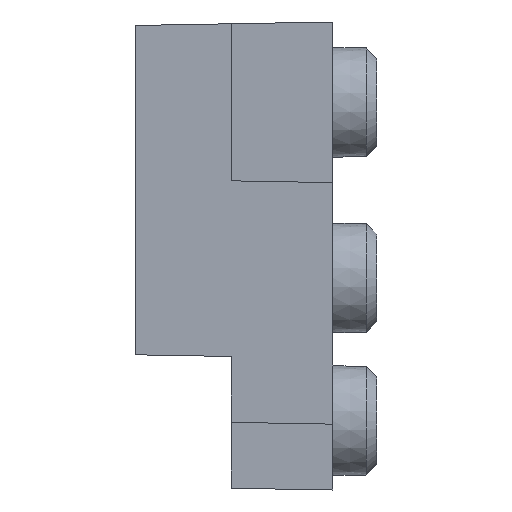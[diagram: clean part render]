
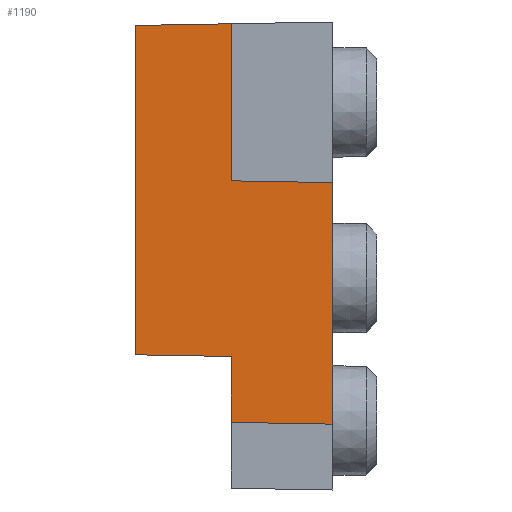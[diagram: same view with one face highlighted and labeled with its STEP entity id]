
A CAD part, left-side view. The second image highlights one B-rep face of the part: STEP entity #1190.
In plain terms, the highlighted planar face has unit normal (-1, 0.018, 0).
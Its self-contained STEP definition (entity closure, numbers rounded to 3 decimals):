
#10 = LINE ( 'NONE', #394, #1007 ) ;
#35 = ORIENTED_EDGE ( 'NONE', *, *, #927, .F. ) ;
#42 = VECTOR ( 'NONE', #766, 1000. ) ;
#54 = CARTESIAN_POINT ( 'NONE',  ( -11.038, 2.31, -10.388 ) ) ;
#71 = EDGE_CURVE ( 'NONE', #1590, #732, #1066, .T. ) ;
#72 = LINE ( 'NONE', #97, #1293 ) ;
#77 = DIRECTION ( 'NONE',  ( -0.017, -1., 0. ) ) ;
#97 = CARTESIAN_POINT ( 'NONE',  ( -10.997, 4.692, -15.847 ) ) ;
#111 = EDGE_CURVE ( 'NONE', #533, #292, #72, .T. ) ;
#123 = VECTOR ( 'NONE', #1103, 1000. ) ;
#146 = ORIENTED_EDGE ( 'NONE', *, *, #1450, .F. ) ;
#165 = ORIENTED_EDGE ( 'NONE', *, *, #1441, .T. ) ;
#181 = CARTESIAN_POINT ( 'NONE',  ( -11.079, 0., -10.429 ) ) ;
#189 = LINE ( 'NONE', #691, #1600 ) ;
#216 = CARTESIAN_POINT ( 'NONE',  ( -11.038, 2.31, -6.812 ) ) ;
#288 = LINE ( 'NONE', #1399, #1373 ) ;
#292 = VERTEX_POINT ( 'NONE', #1033 ) ;
#357 = CARTESIAN_POINT ( 'NONE',  ( -11.038, 2.31, -22.85 ) ) ;
#358 = VECTOR ( 'NONE', #1439, 1000. ) ;
#383 = DIRECTION ( 'NONE',  ( 0., 0., 1. ) ) ;
#394 = CARTESIAN_POINT ( 'NONE',  ( -11.038, 2.31, 0. ) ) ;
#415 = VERTEX_POINT ( 'NONE', #181 ) ;
#442 = CARTESIAN_POINT ( 'NONE',  ( -10.997, 4.692, -14.347 ) ) ;
#460 = EDGE_CURVE ( 'NONE', #533, #732, #729, .T. ) ;
#533 = VERTEX_POINT ( 'NONE', #1484 ) ;
#562 = DIRECTION ( 'NONE',  ( -1., 0.017, 0. ) ) ;
#564 = CARTESIAN_POINT ( 'NONE',  ( -11.038, 2.31, -14.388 ) ) ;
#604 = ORIENTED_EDGE ( 'NONE', *, *, #460, .F. ) ;
#656 = VERTEX_POINT ( 'NONE', #54 ) ;
#691 = CARTESIAN_POINT ( 'NONE',  ( -11., 4.5, 0. ) ) ;
#712 = VERTEX_POINT ( 'NONE', #216 ) ;
#729 = LINE ( 'NONE', #357, #123 ) ;
#732 = VERTEX_POINT ( 'NONE', #564 ) ;
#733 = DIRECTION ( 'NONE',  ( -0.017, -1., -0.017 ) ) ;
#766 = DIRECTION ( 'NONE',  ( -0.017, -1., 0.017 ) ) ;
#796 = ORIENTED_EDGE ( 'NONE', *, *, #826, .F. ) ;
#826 = EDGE_CURVE ( 'NONE', #1590, #1015, #189, .T. ) ;
#917 = ORIENTED_EDGE ( 'NONE', *, *, #71, .T. ) ;
#922 = AXIS2_PLACEMENT_3D ( 'NONE', #1090, #562, #77 ) ;
#927 = EDGE_CURVE ( 'NONE', #656, #415, #1504, .T. ) ;
#956 = FACE_OUTER_BOUND ( 'NONE', #1286, .T. ) ;
#973 = DIRECTION ( 'NONE',  ( -0.017, -1., -0.017 ) ) ;
#1007 = VECTOR ( 'NONE', #1250, 1000. ) ;
#1015 = VERTEX_POINT ( 'NONE', #1275 ) ;
#1033 = CARTESIAN_POINT ( 'NONE',  ( -11.079, 0., -15.929 ) ) ;
#1066 = LINE ( 'NONE', #442, #358 ) ;
#1090 = CARTESIAN_POINT ( 'NONE',  ( -11., 4.5, 0. ) ) ;
#1094 = ORIENTED_EDGE ( 'NONE', *, *, #111, .T. ) ;
#1103 = DIRECTION ( 'NONE',  ( 0., 0., 1. ) ) ;
#1190 = ADVANCED_FACE ( 'NONE', ( #956 ), #1572, .T. ) ;
#1231 = CARTESIAN_POINT ( 'NONE',  ( -10.997, 4.681, -10.347 ) ) ;
#1245 = DIRECTION ( 'NONE',  ( 0., 0., 1. ) ) ;
#1250 = DIRECTION ( 'NONE',  ( 0., 0., -1. ) ) ;
#1264 = LINE ( 'NONE', #1510, #42 ) ;
#1275 = CARTESIAN_POINT ( 'NONE',  ( -11., 4.5, -6.85 ) ) ;
#1286 = EDGE_LOOP ( 'NONE', ( #796, #917, #604, #1094, #165, #35, #146, #1449 ) ) ;
#1293 = VECTOR ( 'NONE', #973, 1000. ) ;
#1307 = CARTESIAN_POINT ( 'NONE',  ( -11., 4.5, -14.35 ) ) ;
#1312 = VECTOR ( 'NONE', #733, 1000. ) ;
#1373 = VECTOR ( 'NONE', #383, 1000. ) ;
#1379 = EDGE_CURVE ( 'NONE', #1015, #712, #1264, .T. ) ;
#1399 = CARTESIAN_POINT ( 'NONE',  ( -11.079, 0., 0. ) ) ;
#1439 = DIRECTION ( 'NONE',  ( -0.017, -1., -0.017 ) ) ;
#1441 = EDGE_CURVE ( 'NONE', #292, #415, #288, .T. ) ;
#1449 = ORIENTED_EDGE ( 'NONE', *, *, #1379, .F. ) ;
#1450 = EDGE_CURVE ( 'NONE', #712, #656, #10, .T. ) ;
#1484 = CARTESIAN_POINT ( 'NONE',  ( -11.038, 2.31, -15.888 ) ) ;
#1504 = LINE ( 'NONE', #1231, #1312 ) ;
#1510 = CARTESIAN_POINT ( 'NONE',  ( -10.997, 4.692, -6.853 ) ) ;
#1572 = PLANE ( 'NONE',  #922 ) ;
#1590 = VERTEX_POINT ( 'NONE', #1307 ) ;
#1600 = VECTOR ( 'NONE', #1245, 1000. ) ;
